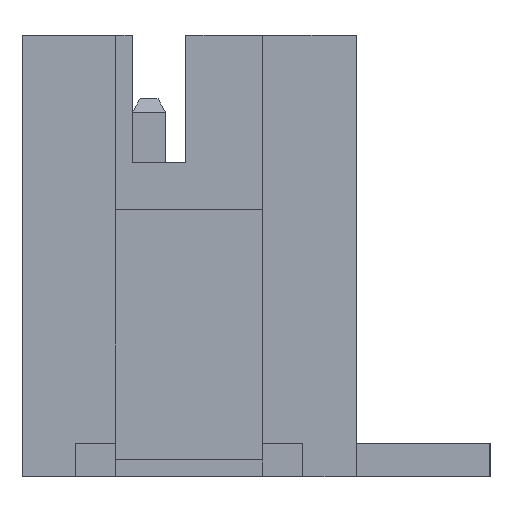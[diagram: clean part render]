
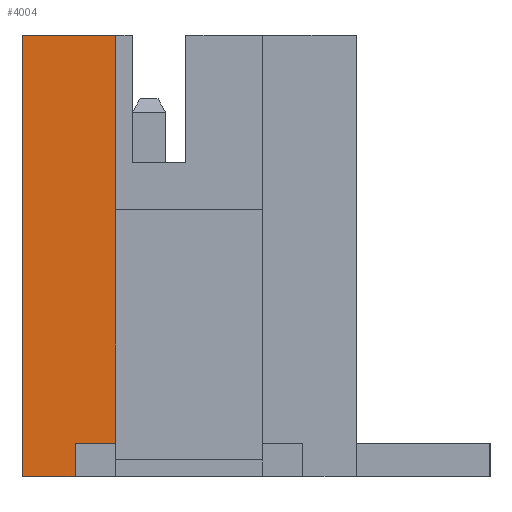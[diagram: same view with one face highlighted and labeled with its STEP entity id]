
A CAD part, left-side view. The second image highlights one B-rep face of the part: STEP entity #4004.
In plain terms, the highlighted planar face has unit normal (-1, 0, 0).
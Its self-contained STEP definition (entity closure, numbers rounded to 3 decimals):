
#2563=CARTESIAN_POINT('',(-9.975,-0.8,0.5));
#2564=VERTEX_POINT('',#2563);
#2571=CARTESIAN_POINT('',(-9.975,-0.8,-0.0));
#2572=VERTEX_POINT('',#2571);
#2573=CARTESIAN_POINT('',(-9.975,-0.8,0.25));
#2574=DIRECTION('',(0.0,0.,1.0));
#2575=VECTOR('',#2574,1.0);
#2576=LINE('',#2573,#2575);
#2577=EDGE_CURVE('n� 1706',#2572,#2564,#2576,.T.);
#3328=CARTESIAN_POINT('',(-9.975,-1.4,0.5));
#3329=VERTEX_POINT('',#3328);
#3336=CARTESIAN_POINT('',(-9.975,-2.5,0.5));
#3337=DIRECTION('',(0.0,1.0,0.));
#3338=VECTOR('',#3337,1.0);
#3339=LINE('',#3336,#3338);
#3340=EDGE_CURVE('n� 1116',#3329,#2564,#3339,.T.);
#3488=CARTESIAN_POINT('',(-9.975,-0.0,6.6));
#3489=VERTEX_POINT('',#3488);
#3496=CARTESIAN_POINT('',(-9.975,-1.4,6.6));
#3497=VERTEX_POINT('',#3496);
#3498=CARTESIAN_POINT('',(-9.975,-0.825,6.6));
#3499=DIRECTION('',(0.0,1.0,0.0));
#3500=VECTOR('',#3499,1.0);
#3501=LINE('',#3498,#3500);
#3502=EDGE_CURVE('n� 941',#3497,#3489,#3501,.T.);
#3756=CARTESIAN_POINT('',(-9.975,-0.0,-0.0));
#3757=VERTEX_POINT('',#3756);
#3758=CARTESIAN_POINT('',(-9.975,-3.5,-0.0));
#3759=DIRECTION('',(0.0,-1.0,-0.0));
#3760=VECTOR('',#3759,1.0);
#3761=LINE('',#3758,#3760);
#3762=EDGE_CURVE('n� 667',#3757,#2572,#3761,.T.);
#3826=CARTESIAN_POINT('',(-9.975,-0.0,3.3));
#3827=DIRECTION('',(0.0,0.0,-1.0));
#3828=VECTOR('',#3827,1.0);
#3829=LINE('',#3826,#3828);
#3830=EDGE_CURVE('n� 311',#3489,#3757,#3829,.T.);
#3986=ORIENTED_EDGE('',*,*,#3830,.T.);
#3987=ORIENTED_EDGE('',*,*,#3762,.T.);
#3988=ORIENTED_EDGE('',*,*,#2577,.T.);
#3989=ORIENTED_EDGE('',*,*,#3340,.F.);
#3990=CARTESIAN_POINT('',(-9.975,-1.4,3.55));
#3991=DIRECTION('',(0.0,-0.0,1.0));
#3992=VECTOR('',#3991,1.0);
#3993=LINE('',#3990,#3992);
#3994=EDGE_CURVE('n� 168',#3329,#3497,#3993,.T.);
#3995=ORIENTED_EDGE('',*,*,#3994,.T.);
#3996=ORIENTED_EDGE('',*,*,#3502,.T.);
#3997=EDGE_LOOP('',(#3986,#3987,#3988,#3989,#3995,#3996));
#3998=FACE_OUTER_BOUND('',#3997,.T.);
#3999=CARTESIAN_POINT('',(-9.975,-0.0,-0.0));
#4000=DIRECTION('',(-1.0,-0.0,0.0));
#4001=DIRECTION('',(0.0,-1.0,-0.0));
#4002=AXIS2_PLACEMENT_3D('',#3999,#4000,#4001);
#4003=PLANE('',#4002);
#4004=ADVANCED_FACE('n� 307',(#3998),#4003,.T.);
